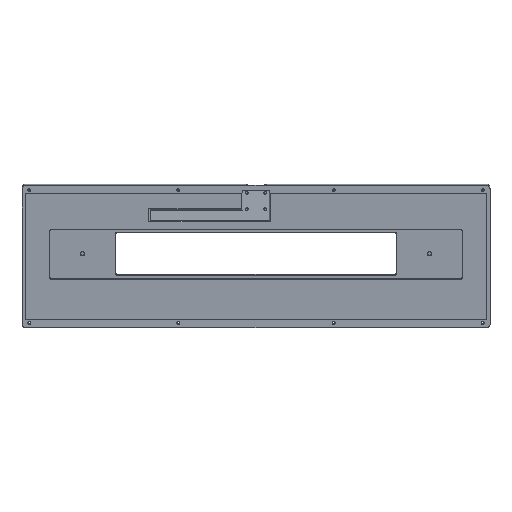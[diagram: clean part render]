
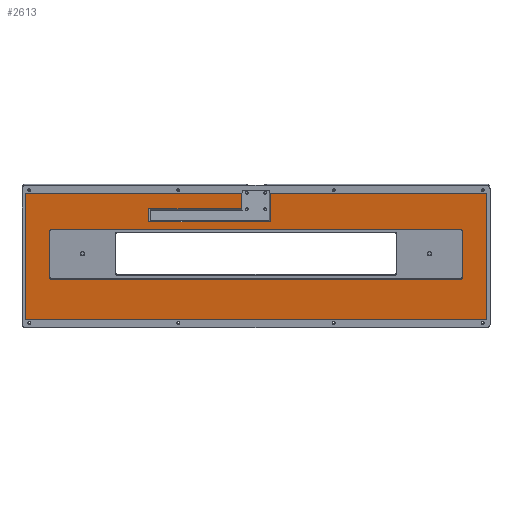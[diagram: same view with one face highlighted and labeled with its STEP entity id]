
A CAD part, top view. The second image highlights one B-rep face of the part: STEP entity #2613.
In plain terms, the highlighted planar face has unit normal (0, -0.131, 0.991).
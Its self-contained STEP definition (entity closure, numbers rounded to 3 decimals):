
#28=FACE_BOUND('',#333,.T.);
#72=PLANE('',#2803);
#169=FACE_OUTER_BOUND('',#332,.T.);
#332=EDGE_LOOP('',(#1890,#1891,#1892,#1893,#1894,#1895,#1896,#1897,#1898,
#1899,#1900,#1901,#1902,#1903));
#333=EDGE_LOOP('',(#1904,#1905,#1906,#1907,#1908,#1909,#1910,#1911));
#513=CIRCLE('',#2796,0.75);
#514=CIRCLE('',#2799,0.75);
#515=CIRCLE('',#2802,0.75);
#516=CIRCLE('',#2804,0.75);
#517=CIRCLE('',#2805,2.);
#518=CIRCLE('',#2806,2.);
#519=CIRCLE('',#2807,2.);
#520=CIRCLE('',#2808,2.);
#648=LINE('',#4041,#894);
#651=LINE('',#4049,#897);
#655=LINE('',#4059,#901);
#656=LINE('',#4062,#902);
#657=LINE('',#4064,#903);
#658=LINE('',#4066,#904);
#659=LINE('',#4068,#905);
#660=LINE('',#4070,#906);
#661=LINE('',#4072,#907);
#662=LINE('',#4073,#908);
#663=LINE('',#4076,#909);
#664=LINE('',#4080,#910);
#665=LINE('',#4084,#911);
#666=LINE('',#4088,#912);
#894=VECTOR('',#3188,10.);
#897=VECTOR('',#3197,10.);
#901=VECTOR('',#3207,10.);
#902=VECTOR('',#3210,10.);
#903=VECTOR('',#3211,10.);
#904=VECTOR('',#3212,10.);
#905=VECTOR('',#3213,10.);
#906=VECTOR('',#3214,10.);
#907=VECTOR('',#3215,10.);
#908=VECTOR('',#3216,10.);
#909=VECTOR('',#3217,10.);
#910=VECTOR('',#3220,10.);
#911=VECTOR('',#3223,10.);
#912=VECTOR('',#3226,10.);
#1187=VERTEX_POINT('',#4034);
#1188=VERTEX_POINT('',#4035);
#1189=VERTEX_POINT('',#4040);
#1190=VERTEX_POINT('',#4044);
#1191=VERTEX_POINT('',#4048);
#1192=VERTEX_POINT('',#4052);
#1193=VERTEX_POINT('',#4053);
#1194=VERTEX_POINT('',#4058);
#1195=VERTEX_POINT('',#4060);
#1196=VERTEX_POINT('',#4063);
#1197=VERTEX_POINT('',#4065);
#1198=VERTEX_POINT('',#4067);
#1199=VERTEX_POINT('',#4069);
#1200=VERTEX_POINT('',#4071);
#1201=VERTEX_POINT('',#4074);
#1202=VERTEX_POINT('',#4075);
#1203=VERTEX_POINT('',#4077);
#1204=VERTEX_POINT('',#4079);
#1205=VERTEX_POINT('',#4081);
#1206=VERTEX_POINT('',#4083);
#1207=VERTEX_POINT('',#4085);
#1208=VERTEX_POINT('',#4087);
#1455=EDGE_CURVE('',#1187,#1188,#513,.T.);
#1458=EDGE_CURVE('',#1187,#1189,#648,.T.);
#1460=EDGE_CURVE('',#1190,#1189,#514,.T.);
#1462=EDGE_CURVE('',#1190,#1191,#651,.T.);
#1464=EDGE_CURVE('',#1192,#1193,#515,.T.);
#1467=EDGE_CURVE('',#1194,#1188,#655,.T.);
#1468=EDGE_CURVE('',#1194,#1195,#516,.T.);
#1469=EDGE_CURVE('',#1192,#1195,#656,.T.);
#1470=EDGE_CURVE('',#1196,#1193,#657,.T.);
#1471=EDGE_CURVE('',#1197,#1196,#658,.T.);
#1472=EDGE_CURVE('',#1198,#1197,#659,.T.);
#1473=EDGE_CURVE('',#1199,#1198,#660,.T.);
#1474=EDGE_CURVE('',#1200,#1199,#661,.T.);
#1475=EDGE_CURVE('',#1191,#1200,#662,.T.);
#1476=EDGE_CURVE('',#1201,#1202,#663,.T.);
#1477=EDGE_CURVE('',#1203,#1201,#517,.T.);
#1478=EDGE_CURVE('',#1204,#1203,#664,.T.);
#1479=EDGE_CURVE('',#1205,#1204,#518,.T.);
#1480=EDGE_CURVE('',#1206,#1205,#665,.T.);
#1481=EDGE_CURVE('',#1207,#1206,#519,.T.);
#1482=EDGE_CURVE('',#1208,#1207,#666,.T.);
#1483=EDGE_CURVE('',#1202,#1208,#520,.T.);
#1890=ORIENTED_EDGE('',*,*,#1455,.T.);
#1891=ORIENTED_EDGE('',*,*,#1467,.F.);
#1892=ORIENTED_EDGE('',*,*,#1468,.T.);
#1893=ORIENTED_EDGE('',*,*,#1469,.F.);
#1894=ORIENTED_EDGE('',*,*,#1464,.T.);
#1895=ORIENTED_EDGE('',*,*,#1470,.F.);
#1896=ORIENTED_EDGE('',*,*,#1471,.F.);
#1897=ORIENTED_EDGE('',*,*,#1472,.F.);
#1898=ORIENTED_EDGE('',*,*,#1473,.F.);
#1899=ORIENTED_EDGE('',*,*,#1474,.F.);
#1900=ORIENTED_EDGE('',*,*,#1475,.F.);
#1901=ORIENTED_EDGE('',*,*,#1462,.F.);
#1902=ORIENTED_EDGE('',*,*,#1460,.T.);
#1903=ORIENTED_EDGE('',*,*,#1458,.F.);
#1904=ORIENTED_EDGE('',*,*,#1476,.F.);
#1905=ORIENTED_EDGE('',*,*,#1477,.F.);
#1906=ORIENTED_EDGE('',*,*,#1478,.F.);
#1907=ORIENTED_EDGE('',*,*,#1479,.F.);
#1908=ORIENTED_EDGE('',*,*,#1480,.F.);
#1909=ORIENTED_EDGE('',*,*,#1481,.F.);
#1910=ORIENTED_EDGE('',*,*,#1482,.F.);
#1911=ORIENTED_EDGE('',*,*,#1483,.F.);
#2613=ADVANCED_FACE('',(#169,#28),#72,.F.);
#2796=AXIS2_PLACEMENT_3D('',#4036,#3182,#3183);
#2799=AXIS2_PLACEMENT_3D('',#4045,#3192,#3193);
#2802=AXIS2_PLACEMENT_3D('',#4054,#3201,#3202);
#2803=AXIS2_PLACEMENT_3D('',#4057,#3205,#3206);
#2804=AXIS2_PLACEMENT_3D('',#4061,#3208,#3209);
#2805=AXIS2_PLACEMENT_3D('',#4078,#3218,#3219);
#2806=AXIS2_PLACEMENT_3D('',#4082,#3221,#3222);
#2807=AXIS2_PLACEMENT_3D('',#4086,#3224,#3225);
#2808=AXIS2_PLACEMENT_3D('',#4089,#3227,#3228);
#3182=DIRECTION('center_axis',(0.,-0.131,0.991));
#3183=DIRECTION('ref_axis',(-0.707,-0.701,-0.092));
#3188=DIRECTION('',(0.,0.991,0.131));
#3192=DIRECTION('center_axis',(0.,-0.131,0.991));
#3193=DIRECTION('ref_axis',(-0.707,0.701,0.092));
#3197=DIRECTION('',(1.,0.,0.));
#3201=DIRECTION('center_axis',(0.,-0.131,0.991));
#3202=DIRECTION('ref_axis',(0.707,0.701,0.092));
#3205=DIRECTION('center_axis',(0.,0.131,-0.991));
#3206=DIRECTION('ref_axis',(-1.,0.,0.));
#3207=DIRECTION('',(-1.,0.,0.));
#3208=DIRECTION('center_axis',(0.,-0.131,0.991));
#3209=DIRECTION('ref_axis',(0.707,-0.701,-0.092));
#3210=DIRECTION('',(0.,-0.991,-0.131));
#3211=DIRECTION('',(1.,0.,0.));
#3212=DIRECTION('',(0.,0.991,0.131));
#3213=DIRECTION('',(1.,0.,0.));
#3214=DIRECTION('',(0.,-0.991,-0.131));
#3215=DIRECTION('',(-1.,0.,0.));
#3216=DIRECTION('',(0.,-0.991,-0.131));
#3217=DIRECTION('',(1.,0.,0.));
#3218=DIRECTION('center_axis',(0.,-0.131,0.991));
#3219=DIRECTION('ref_axis',(-1.,0.,0.));
#3220=DIRECTION('',(0.,-0.991,-0.131));
#3221=DIRECTION('center_axis',(0.,-0.131,0.991));
#3222=DIRECTION('ref_axis',(0.,0.991,0.131));
#3223=DIRECTION('',(-1.,0.,0.));
#3224=DIRECTION('center_axis',(0.,-0.131,0.991));
#3225=DIRECTION('ref_axis',(1.,0.,0.));
#3226=DIRECTION('',(0.,0.991,0.131));
#3227=DIRECTION('center_axis',(0.,-0.131,0.991));
#3228=DIRECTION('ref_axis',(0.,-0.991,-0.131));
#4034=CARTESIAN_POINT('',(-0.38,0.019,3.344));
#4035=CARTESIAN_POINT('',(0.37,-0.725,3.247));
#4036=CARTESIAN_POINT('Origin',(0.37,0.019,3.344));
#4040=CARTESIAN_POINT('',(-0.38,93.908,15.705));
#4041=CARTESIAN_POINT('',(-0.38,-0.725,3.247));
#4044=CARTESIAN_POINT('',(0.37,94.652,15.803));
#4045=CARTESIAN_POINT('Origin',(0.37,93.908,15.705));
#4048=CARTESIAN_POINT('',(162.927,94.652,15.803));
#4049=CARTESIAN_POINT('',(-0.38,94.652,15.803));
#4052=CARTESIAN_POINT('',(348.233,93.908,15.705));
#4053=CARTESIAN_POINT('',(347.483,94.652,15.803));
#4054=CARTESIAN_POINT('Origin',(347.483,93.908,15.705));
#4057=CARTESIAN_POINT('Origin',(173.927,46.963,9.525));
#4058=CARTESIAN_POINT('',(347.483,-0.725,3.247));
#4059=CARTESIAN_POINT('',(348.233,-0.725,3.247));
#4060=CARTESIAN_POINT('',(348.233,0.019,3.344));
#4061=CARTESIAN_POINT('Origin',(347.483,0.019,3.344));
#4062=CARTESIAN_POINT('',(348.233,94.652,15.803));
#4063=CARTESIAN_POINT('',(184.927,94.652,15.803));
#4064=CARTESIAN_POINT('',(-0.38,94.652,15.803));
#4065=CARTESIAN_POINT('',(184.927,72.571,12.896));
#4066=CARTESIAN_POINT('',(184.927,65.94,12.023));
#4067=CARTESIAN_POINT('',(92.927,72.571,12.896));
#4068=CARTESIAN_POINT('',(178.927,72.571,12.896));
#4069=CARTESIAN_POINT('',(92.927,82.554,14.21));
#4070=CARTESIAN_POINT('',(92.927,62.008,11.506));
#4071=CARTESIAN_POINT('',(162.927,82.554,14.21));
#4072=CARTESIAN_POINT('',(133.927,82.554,14.21));
#4073=CARTESIAN_POINT('',(162.927,64.772,11.869));
#4074=CARTESIAN_POINT('',(19.844,28.949,7.153));
#4075=CARTESIAN_POINT('',(328.009,28.949,7.153));
#4076=CARTESIAN_POINT('',(250.968,28.949,7.153));
#4077=CARTESIAN_POINT('',(17.844,30.931,7.414));
#4078=CARTESIAN_POINT('Origin',(19.844,30.931,7.414));
#4079=CARTESIAN_POINT('',(17.844,64.809,11.874));
#4080=CARTESIAN_POINT('',(17.844,38.947,8.47));
#4081=CARTESIAN_POINT('',(19.844,66.792,12.135));
#4082=CARTESIAN_POINT('Origin',(19.844,64.809,11.874));
#4083=CARTESIAN_POINT('',(328.009,66.792,12.135));
#4084=CARTESIAN_POINT('',(96.885,66.792,12.135));
#4085=CARTESIAN_POINT('',(330.009,64.809,11.874));
#4086=CARTESIAN_POINT('Origin',(328.009,64.809,11.874));
#4087=CARTESIAN_POINT('',(330.009,30.931,7.414));
#4088=CARTESIAN_POINT('',(330.009,55.886,10.7));
#4089=CARTESIAN_POINT('Origin',(328.009,30.931,7.414));
